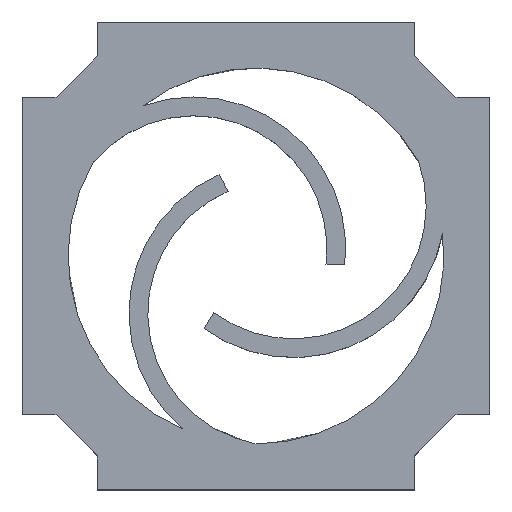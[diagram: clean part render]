
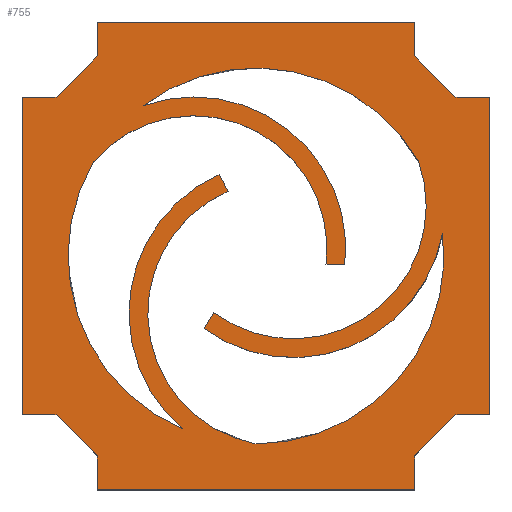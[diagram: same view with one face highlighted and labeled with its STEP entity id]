
A CAD part, top view. The second image highlights one B-rep face of the part: STEP entity #755.
In plain terms, the highlighted planar face has unit normal (0, 0, 1).
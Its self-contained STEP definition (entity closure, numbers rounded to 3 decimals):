
#23=FACE_BOUND('',#155,.T.);
#45=CIRCLE('',#800,14.143);
#48=CIRCLE('',#806,16.143);
#50=CIRCLE('',#809,14.143);
#52=CIRCLE('',#813,16.143);
#54=CIRCLE('',#816,14.143);
#55=CIRCLE('',#818,20.);
#58=CIRCLE('',#822,20.);
#59=CIRCLE('',#824,20.);
#62=CIRCLE('',#829,16.143);
#110=FACE_OUTER_BOUND('',#154,.T.);
#154=EDGE_LOOP('',(#644,#645,#646,#647,#648,#649,#650,#651,#652,#653,#654,
#655,#656,#657,#658,#659));
#155=EDGE_LOOP('',(#660,#661,#662,#663,#664,#665,#666,#667,#668,#669,#670,
#671));
#160=LINE('',#1036,#232);
#164=LINE('',#1043,#236);
#167=LINE('',#1049,#239);
#170=LINE('',#1057,#242);
#173=LINE('',#1063,#245);
#176=LINE('',#1069,#248);
#180=LINE('',#1078,#252);
#184=LINE('',#1085,#256);
#187=LINE('',#1091,#259);
#190=LINE('',#1099,#262);
#193=LINE('',#1105,#265);
#196=LINE('',#1111,#268);
#208=LINE('',#1359,#280);
#214=LINE('',#1380,#286);
#221=LINE('',#1411,#293);
#223=LINE('',#1417,#295);
#225=LINE('',#1420,#297);
#227=LINE('',#1423,#299);
#229=LINE('',#1426,#301);
#232=VECTOR('',#842,10.);
#236=VECTOR('',#848,10.);
#239=VECTOR('',#853,10.);
#242=VECTOR('',#858,10.);
#245=VECTOR('',#863,10.);
#248=VECTOR('',#868,10.);
#252=VECTOR('',#874,10.);
#256=VECTOR('',#880,10.);
#259=VECTOR('',#885,10.);
#262=VECTOR('',#890,10.);
#265=VECTOR('',#895,10.);
#268=VECTOR('',#900,10.);
#280=VECTOR('',#942,10.);
#286=VECTOR('',#962,10.);
#293=VECTOR('',#1001,10.);
#295=VECTOR('',#1011,10.);
#297=VECTOR('',#1015,10.);
#299=VECTOR('',#1019,10.);
#301=VECTOR('',#1023,10.);
#304=VERTEX_POINT('',#1033);
#305=VERTEX_POINT('',#1035);
#307=VERTEX_POINT('',#1041);
#309=VERTEX_POINT('',#1047);
#312=VERTEX_POINT('',#1054);
#313=VERTEX_POINT('',#1056);
#315=VERTEX_POINT('',#1062);
#317=VERTEX_POINT('',#1068);
#320=VERTEX_POINT('',#1075);
#321=VERTEX_POINT('',#1077);
#323=VERTEX_POINT('',#1083);
#325=VERTEX_POINT('',#1089);
#328=VERTEX_POINT('',#1096);
#329=VERTEX_POINT('',#1098);
#331=VERTEX_POINT('',#1104);
#333=VERTEX_POINT('',#1110);
#351=VERTEX_POINT('',#1305);
#352=VERTEX_POINT('',#1307);
#358=VERTEX_POINT('',#1356);
#359=VERTEX_POINT('',#1358);
#361=VERTEX_POINT('',#1364);
#363=VERTEX_POINT('',#1370);
#366=VERTEX_POINT('',#1377);
#367=VERTEX_POINT('',#1379);
#369=VERTEX_POINT('',#1385);
#371=VERTEX_POINT('',#1391);
#372=VERTEX_POINT('',#1401);
#375=VERTEX_POINT('',#1409);
#378=EDGE_CURVE('',#304,#305,#160,.T.);
#382=EDGE_CURVE('',#307,#304,#164,.T.);
#385=EDGE_CURVE('',#309,#307,#167,.T.);
#388=EDGE_CURVE('',#312,#313,#170,.T.);
#391=EDGE_CURVE('',#313,#315,#173,.T.);
#394=EDGE_CURVE('',#315,#317,#176,.T.);
#398=EDGE_CURVE('',#320,#321,#180,.T.);
#402=EDGE_CURVE('',#323,#320,#184,.T.);
#405=EDGE_CURVE('',#325,#323,#187,.T.);
#408=EDGE_CURVE('',#328,#329,#190,.T.);
#411=EDGE_CURVE('',#329,#331,#193,.T.);
#414=EDGE_CURVE('',#331,#333,#196,.T.);
#438=EDGE_CURVE('',#352,#351,#45,.T.);
#446=EDGE_CURVE('',#359,#358,#208,.T.);
#450=EDGE_CURVE('',#358,#361,#48,.T.);
#452=EDGE_CURVE('',#363,#359,#50,.T.);
#456=EDGE_CURVE('',#367,#366,#214,.T.);
#460=EDGE_CURVE('',#366,#369,#52,.T.);
#462=EDGE_CURVE('',#371,#367,#54,.T.);
#464=EDGE_CURVE('',#369,#352,#55,.T.);
#467=EDGE_CURVE('',#361,#371,#58,.T.);
#468=EDGE_CURVE('',#372,#363,#59,.T.);
#473=EDGE_CURVE('',#351,#375,#221,.T.);
#475=EDGE_CURVE('',#375,#372,#62,.T.);
#477=EDGE_CURVE('',#333,#312,#223,.T.);
#479=EDGE_CURVE('',#317,#309,#225,.T.);
#481=EDGE_CURVE('',#305,#325,#227,.T.);
#483=EDGE_CURVE('',#321,#328,#229,.T.);
#644=ORIENTED_EDGE('',*,*,#477,.F.);
#645=ORIENTED_EDGE('',*,*,#414,.F.);
#646=ORIENTED_EDGE('',*,*,#411,.F.);
#647=ORIENTED_EDGE('',*,*,#408,.F.);
#648=ORIENTED_EDGE('',*,*,#483,.F.);
#649=ORIENTED_EDGE('',*,*,#398,.F.);
#650=ORIENTED_EDGE('',*,*,#402,.F.);
#651=ORIENTED_EDGE('',*,*,#405,.F.);
#652=ORIENTED_EDGE('',*,*,#481,.F.);
#653=ORIENTED_EDGE('',*,*,#378,.F.);
#654=ORIENTED_EDGE('',*,*,#382,.F.);
#655=ORIENTED_EDGE('',*,*,#385,.F.);
#656=ORIENTED_EDGE('',*,*,#479,.F.);
#657=ORIENTED_EDGE('',*,*,#394,.F.);
#658=ORIENTED_EDGE('',*,*,#391,.F.);
#659=ORIENTED_EDGE('',*,*,#388,.F.);
#660=ORIENTED_EDGE('',*,*,#468,.T.);
#661=ORIENTED_EDGE('',*,*,#452,.T.);
#662=ORIENTED_EDGE('',*,*,#446,.T.);
#663=ORIENTED_EDGE('',*,*,#450,.T.);
#664=ORIENTED_EDGE('',*,*,#467,.T.);
#665=ORIENTED_EDGE('',*,*,#462,.T.);
#666=ORIENTED_EDGE('',*,*,#456,.T.);
#667=ORIENTED_EDGE('',*,*,#460,.T.);
#668=ORIENTED_EDGE('',*,*,#464,.T.);
#669=ORIENTED_EDGE('',*,*,#438,.T.);
#670=ORIENTED_EDGE('',*,*,#473,.T.);
#671=ORIENTED_EDGE('',*,*,#475,.T.);
#719=PLANE('',#834);
#755=ADVANCED_FACE('',(#110,#23),#719,.T.);
#800=AXIS2_PLACEMENT_3D('',#1308,#930,#931);
#806=AXIS2_PLACEMENT_3D('',#1366,#949,#950);
#809=AXIS2_PLACEMENT_3D('',#1371,#955,#956);
#813=AXIS2_PLACEMENT_3D('',#1387,#969,#970);
#816=AXIS2_PLACEMENT_3D('',#1392,#975,#976);
#818=AXIS2_PLACEMENT_3D('',#1395,#980,#981);
#822=AXIS2_PLACEMENT_3D('',#1399,#988,#989);
#824=AXIS2_PLACEMENT_3D('',#1402,#992,#993);
#829=AXIS2_PLACEMENT_3D('',#1414,#1006,#1007);
#834=AXIS2_PLACEMENT_3D('',#1427,#1024,#1025);
#842=DIRECTION('',(1.,0.,0.));
#848=DIRECTION('',(0.707,-0.707,0.));
#853=DIRECTION('',(0.,-1.,0.));
#858=DIRECTION('',(1.,0.,0.));
#863=DIRECTION('',(0.707,0.707,0.));
#868=DIRECTION('',(0.,1.,0.));
#874=DIRECTION('',(0.,-1.,0.));
#880=DIRECTION('',(-0.707,-0.707,0.));
#885=DIRECTION('',(-1.,0.,0.));
#890=DIRECTION('',(0.,1.,0.));
#895=DIRECTION('',(-0.707,0.707,0.));
#900=DIRECTION('',(-1.,0.,0.));
#930=DIRECTION('center_axis',(0.,0.,-1.));
#931=DIRECTION('ref_axis',(0.395,-0.919,0.));
#942=DIRECTION('',(1.,-0.018,0.));
#949=DIRECTION('center_axis',(0.,0.,1.));
#950=DIRECTION('ref_axis',(0.994,-0.105,0.));
#955=DIRECTION('center_axis',(0.,0.,-1.));
#956=DIRECTION('ref_axis',(-0.993,0.117,0.));
#962=DIRECTION('',(-0.515,-0.857,0.));
#969=DIRECTION('center_axis',(0.,0.,1.));
#970=DIRECTION('ref_axis',(-0.588,-0.809,0.));
#975=DIRECTION('center_axis',(0.,0.,-1.));
#976=DIRECTION('ref_axis',(0.598,0.801,0.));
#980=DIRECTION('center_axis',(0.,0.,-1.));
#981=DIRECTION('ref_axis',(-1.,0.,0.));
#988=DIRECTION('center_axis',(0.,0.,-1.));
#989=DIRECTION('ref_axis',(-1.,0.,0.));
#992=DIRECTION('center_axis',(0.,0.,-1.));
#993=DIRECTION('ref_axis',(-1.,0.,0.));
#1001=DIRECTION('',(-0.485,0.875,0.));
#1006=DIRECTION('center_axis',(0.,0.,1.));
#1007=DIRECTION('ref_axis',(-0.406,0.914,0.));
#1011=DIRECTION('',(0.,1.,0.));
#1015=DIRECTION('',(1.,0.,0.));
#1019=DIRECTION('',(0.,-1.,0.));
#1023=DIRECTION('',(-1.,0.,0.));
#1024=DIRECTION('center_axis',(0.,0.,1.));
#1025=DIRECTION('ref_axis',(1.,0.,0.));
#1033=CARTESIAN_POINT('',(21.471,13.635,5.));
#1035=CARTESIAN_POINT('',(25.087,13.635,5.));
#1036=CARTESIAN_POINT('',(21.471,13.635,5.));
#1041=CARTESIAN_POINT('',(17.087,18.018,5.));
#1043=CARTESIAN_POINT('',(17.087,18.018,5.));
#1047=CARTESIAN_POINT('',(17.087,21.635,5.));
#1049=CARTESIAN_POINT('',(17.087,21.735,5.));
#1054=CARTESIAN_POINT('',(-24.713,13.635,5.));
#1056=CARTESIAN_POINT('',(-21.097,13.635,5.));
#1057=CARTESIAN_POINT('',(-24.813,13.635,5.));
#1062=CARTESIAN_POINT('',(-16.713,18.018,5.));
#1063=CARTESIAN_POINT('',(-21.097,13.635,5.));
#1068=CARTESIAN_POINT('',(-16.713,21.635,5.));
#1069=CARTESIAN_POINT('',(-16.713,18.018,5.));
#1075=CARTESIAN_POINT('',(17.087,-24.549,5.));
#1077=CARTESIAN_POINT('',(17.087,-28.165,5.));
#1078=CARTESIAN_POINT('',(17.087,-24.549,5.));
#1083=CARTESIAN_POINT('',(21.471,-20.165,5.));
#1085=CARTESIAN_POINT('',(21.471,-20.165,5.));
#1089=CARTESIAN_POINT('',(25.087,-20.165,5.));
#1091=CARTESIAN_POINT('',(25.187,-20.165,5.));
#1096=CARTESIAN_POINT('',(-16.713,-28.165,5.));
#1098=CARTESIAN_POINT('',(-16.713,-24.549,5.));
#1099=CARTESIAN_POINT('',(-16.713,-28.265,5.));
#1104=CARTESIAN_POINT('',(-21.097,-20.165,5.));
#1105=CARTESIAN_POINT('',(-16.713,-24.549,5.));
#1110=CARTESIAN_POINT('',(-24.713,-20.165,5.));
#1111=CARTESIAN_POINT('',(-21.097,-20.165,5.));
#1305=CARTESIAN_POINT('',(-2.776,3.624,5.));
#1307=CARTESIAN_POINT('',(0.187,-23.265,5.));
#1308=CARTESIAN_POINT('Origin',(2.812,-9.368,5.));
#1356=CARTESIAN_POINT('',(9.644,-4.18,5.));
#1358=CARTESIAN_POINT('',(7.635,-4.144,5.));
#1359=CARTESIAN_POINT('',(7.635,-4.144,5.));
#1364=CARTESIAN_POINT('',(-11.837,12.717,5.));
#1366=CARTESIAN_POINT('Origin',(-6.41,-2.487,5.));
#1370=CARTESIAN_POINT('',(-17.133,6.735,5.));
#1371=CARTESIAN_POINT('Origin',(-6.41,-2.487,5.));
#1377=CARTESIAN_POINT('',(-5.333,-10.998,5.));
#1379=CARTESIAN_POINT('',(-4.298,-9.276,5.));
#1380=CARTESIAN_POINT('',(-4.298,-9.276,5.));
#1385=CARTESIAN_POINT('',(20.04,-0.843,5.));
#1387=CARTESIAN_POINT('Origin',(4.16,2.059,5.));
#1391=CARTESIAN_POINT('',(17.508,6.735,5.));
#1392=CARTESIAN_POINT('Origin',(4.16,2.059,5.));
#1395=CARTESIAN_POINT('Origin',(0.187,-3.265,5.));
#1399=CARTESIAN_POINT('Origin',(0.187,-3.265,5.));
#1401=CARTESIAN_POINT('',(-7.642,-21.67,5.));
#1402=CARTESIAN_POINT('Origin',(0.187,-3.265,5.));
#1409=CARTESIAN_POINT('',(-3.749,5.382,5.));
#1411=CARTESIAN_POINT('',(-2.776,3.624,5.));
#1414=CARTESIAN_POINT('Origin',(2.812,-9.368,5.));
#1417=CARTESIAN_POINT('',(-24.713,13.535,5.));
#1420=CARTESIAN_POINT('',(16.987,21.635,5.));
#1423=CARTESIAN_POINT('',(25.087,-20.065,5.));
#1426=CARTESIAN_POINT('',(-16.613,-28.165,5.));
#1427=CARTESIAN_POINT('Origin',(0.187,-3.265,5.));
